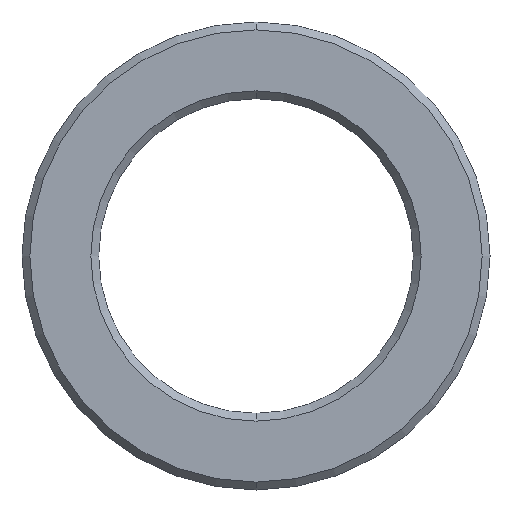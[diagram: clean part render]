
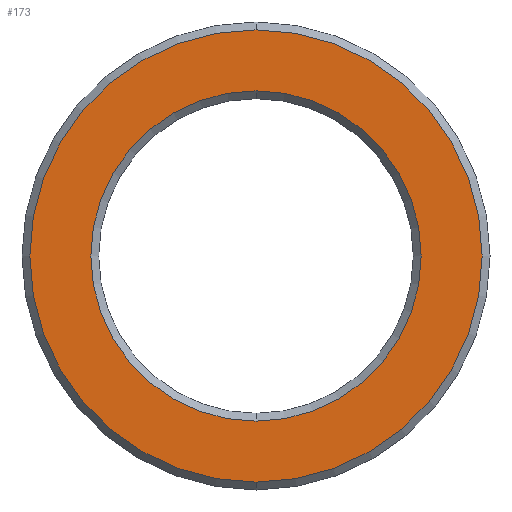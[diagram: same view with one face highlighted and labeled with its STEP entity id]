
A CAD part, front view. The second image highlights one B-rep face of the part: STEP entity #173.
In plain terms, the highlighted planar face has unit normal (0, -1, 0).
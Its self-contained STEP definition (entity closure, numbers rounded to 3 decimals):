
#5 = CARTESIAN_POINT ( 'NONE',  ( 0., -0.5, 0. ) ) ;
#6 = EDGE_CURVE ( 'NONE', #207, #273, #212, .T. ) ;
#18 = CIRCLE ( 'NONE', #127, 2.875 ) ;
#32 = DIRECTION ( 'NONE',  ( 0., 1., 0. ) ) ;
#40 = CARTESIAN_POINT ( 'NONE',  ( 0., -0.5, 2.1 ) ) ;
#45 = DIRECTION ( 'NONE',  ( 0., 0., 1. ) ) ;
#51 = CARTESIAN_POINT ( 'NONE',  ( 0., -0.5, 0. ) ) ;
#52 = CIRCLE ( 'NONE', #147, 2.875 ) ;
#72 = DIRECTION ( 'NONE',  ( 0., 1., 0. ) ) ;
#74 = DIRECTION ( 'NONE',  ( 0., 0., 1. ) ) ;
#127 = AXIS2_PLACEMENT_3D ( 'NONE', #51, #333, #45 ) ;
#134 = CIRCLE ( 'NONE', #152, 2.1 ) ;
#142 = ORIENTED_EDGE ( 'NONE', *, *, #6, .T. ) ;
#147 = AXIS2_PLACEMENT_3D ( 'NONE', #168, #292, #296 ) ;
#149 = CARTESIAN_POINT ( 'NONE',  ( 0., -0.5, 0. ) ) ;
#150 = ORIENTED_EDGE ( 'NONE', *, *, #321, .T. ) ;
#152 = AXIS2_PLACEMENT_3D ( 'NONE', #149, #257, #258 ) ;
#159 = EDGE_LOOP ( 'NONE', ( #416, #142 ) ) ;
#168 = CARTESIAN_POINT ( 'NONE',  ( 0., -0.5, 0. ) ) ;
#173 = ADVANCED_FACE ( 'NONE', ( #206, #363 ), #284, .F. ) ;
#175 = VERTEX_POINT ( 'NONE', #249 ) ;
#191 = CARTESIAN_POINT ( 'NONE',  ( 0., -0.5, 2.875 ) ) ;
#203 = EDGE_LOOP ( 'NONE', ( #150, #429 ) ) ;
#205 = CARTESIAN_POINT ( 'NONE',  ( 0., -0.5, 0. ) ) ;
#206 = FACE_OUTER_BOUND ( 'NONE', #203, .T. ) ;
#207 = VERTEX_POINT ( 'NONE', #40 ) ;
#212 = CIRCLE ( 'NONE', #414, 2.1 ) ;
#243 = DIRECTION ( 'NONE',  ( 0., 0., 1. ) ) ;
#249 = CARTESIAN_POINT ( 'NONE',  ( 0., -0.5, -2.875 ) ) ;
#257 = DIRECTION ( 'NONE',  ( 0., 1., 0. ) ) ;
#258 = DIRECTION ( 'NONE',  ( 0., 0., 1. ) ) ;
#273 = VERTEX_POINT ( 'NONE', #402 ) ;
#284 = PLANE ( 'NONE',  #361 ) ;
#292 = DIRECTION ( 'NONE',  ( 0., -1., 0. ) ) ;
#296 = DIRECTION ( 'NONE',  ( 0., 0., 1. ) ) ;
#321 = EDGE_CURVE ( 'NONE', #381, #175, #52, .T. ) ;
#324 = EDGE_CURVE ( 'NONE', #175, #381, #18, .T. ) ;
#328 = EDGE_CURVE ( 'NONE', #273, #207, #134, .T. ) ;
#333 = DIRECTION ( 'NONE',  ( 0., -1., 0. ) ) ;
#361 = AXIS2_PLACEMENT_3D ( 'NONE', #5, #72, #74 ) ;
#363 = FACE_BOUND ( 'NONE', #159, .T. ) ;
#381 = VERTEX_POINT ( 'NONE', #191 ) ;
#402 = CARTESIAN_POINT ( 'NONE',  ( 0., -0.5, -2.1 ) ) ;
#414 = AXIS2_PLACEMENT_3D ( 'NONE', #205, #32, #243 ) ;
#416 = ORIENTED_EDGE ( 'NONE', *, *, #328, .T. ) ;
#429 = ORIENTED_EDGE ( 'NONE', *, *, #324, .T. ) ;
